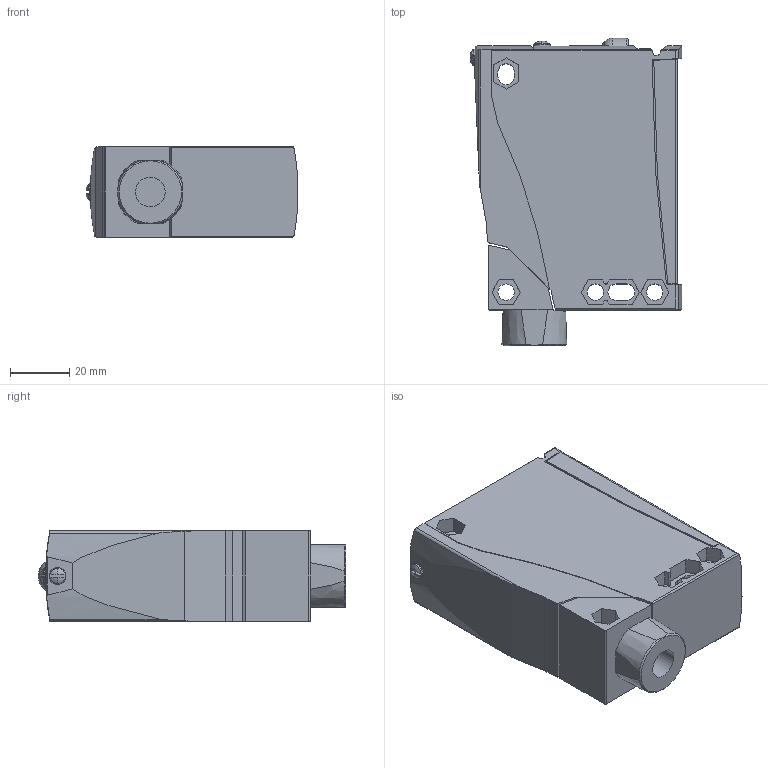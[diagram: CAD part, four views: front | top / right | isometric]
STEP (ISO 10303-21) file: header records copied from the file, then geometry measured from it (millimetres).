
FILE_DESCRIPTION(('STEP AP242'),'1');
FILE_NAME('sensor_xux0aksat16_vert.stp','2021-06-07T18:00:44',('TraceParts'),('TraceParts S.A.'),'Spatial InterOp 3D',' ',' ');
FILE_SCHEMA(('AP242_MANAGED_MODEL_BASED_3D_ENGINEERING_MIM_LF {1 0 10303 442 1 1 4}'));
Length unit declared in the file: millimetre
Products named in the file (1): sensor_xux0aksat16_vert_1
Bounding box: 71.27 x 103.35 x 30.69 mm (x, y, z)
Volume: 175399.8 mm3; surface area: 27956.4 mm2
Topology: 2 solids, 2 shells, 251 faces, 699 edges, 466 vertices
Faces by surface type: plane 166, cylinder 63, cone 12, torus 10
Entity records: 8768 total; most frequent: CARTESIAN_POINT 2275, ORIENTED_EDGE 1398, DIRECTION 1302, EDGE_CURVE 699, VERTEX_POINT 466, LINE 462, VECTOR 462, AXIS2_PLACEMENT_3D 420
